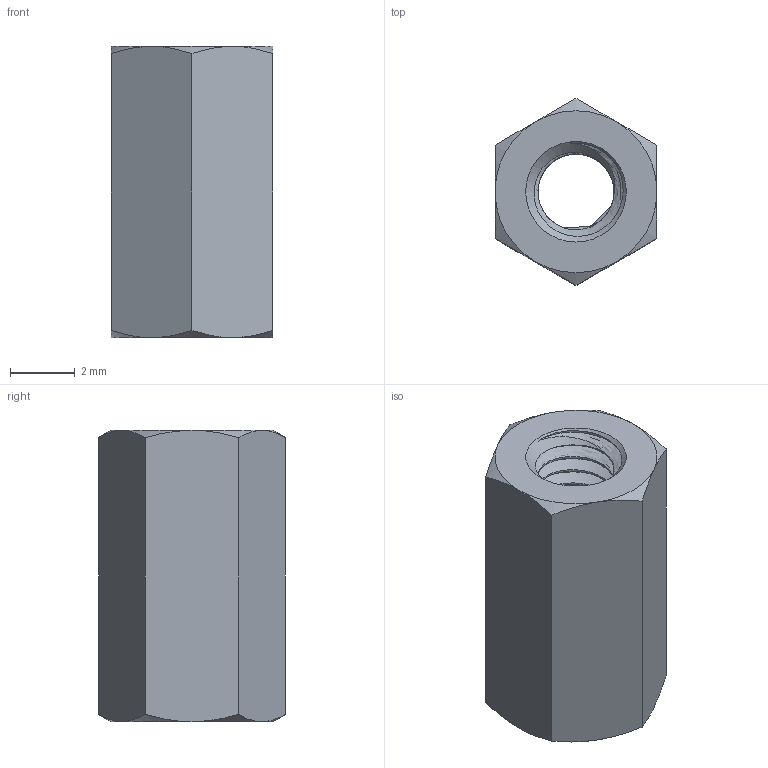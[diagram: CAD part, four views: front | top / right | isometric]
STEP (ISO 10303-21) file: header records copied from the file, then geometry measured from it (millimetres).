
FILE_DESCRIPTION(/* description */ ('STEP AP214','CAx-IF Rec.Pracs.---User Defined Attributes---1.5---2016-08-15'),/* implementation_level */ '2;1');
FILE_NAME(/* name */ '6930f21ff02cf44860177afd',/* time_stamp */ '2025-12-04T02:29:52Z',/* author */ (''),/* organization */ (''),/* preprocessor_version */ 'ST-DEVELOPER v20',/* originating_system */ 'ONSHAPE BY PTC INC, 1.207',/* authorisation */ ' ');
FILE_SCHEMA (('AUTOMOTIVE_DESIGN {1 0 10303 214 3 1 1}'));
Length unit declared in the file: metre
Products named in the file (1): M3 11 copper column
Bounding box: 5 x 5.77 x 9 mm (x, y, z)
Volume: 142.3 mm3; surface area: 315.9 mm2
Topology: 1 solids, 1 shells, 28 faces, 138 edges, 112 vertices
Faces by surface type: cone 16, plane 8, cylinder 2, bspline 2
Entity records: 3080 total; most frequent: CARTESIAN_POINT 2217, ORIENTED_EDGE 264, EDGE_CURVE 132, VERTEX_POINT 110, DIRECTION 102, AXIS2_PLACEMENT_3D 48, EDGE_LOOP 30, FACE_BOUND 30
